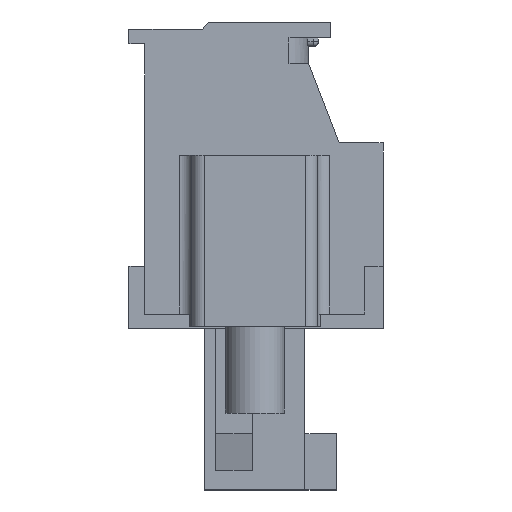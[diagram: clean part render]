
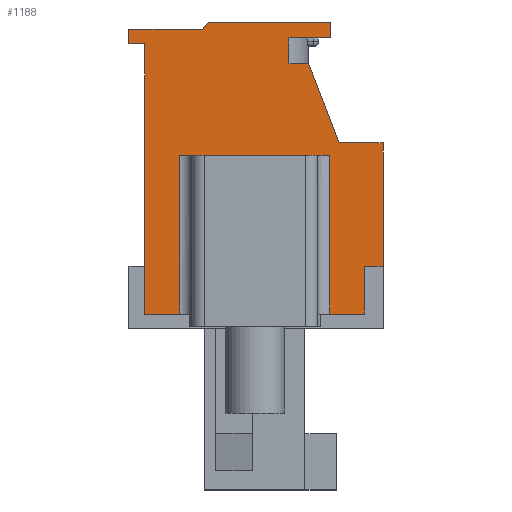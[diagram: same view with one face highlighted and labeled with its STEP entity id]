
A CAD part, left-side view. The second image highlights one B-rep face of the part: STEP entity #1188.
In plain terms, the highlighted planar face has unit normal (-1, 0, 0).
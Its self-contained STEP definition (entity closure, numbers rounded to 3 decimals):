
#1188 = ADVANCED_FACE( '', ( #2809 ), #2810, .T. );
#2809 = FACE_OUTER_BOUND( '', #5007, .T. );
#2810 = PLANE( '', #5008 );
#5007 = EDGE_LOOP( '', ( #7911, #7912, #7913, #7914, #7915, #7916, #7917, #7918, #7919, #7920, #7921, #7922, #7923, #7924, #7925, #7926, #7927, #7928, #7929, #7930 ) );
#5008 = AXIS2_PLACEMENT_3D( '', #7931, #7932, #7933 );
#7911 = ORIENTED_EDGE( '', *, *, #14071, .F. );
#7912 = ORIENTED_EDGE( '', *, *, #14072, .T. );
#7913 = ORIENTED_EDGE( '', *, *, #14073, .T. );
#7914 = ORIENTED_EDGE( '', *, *, #14074, .T. );
#7915 = ORIENTED_EDGE( '', *, *, #14075, .T. );
#7916 = ORIENTED_EDGE( '', *, *, #14076, .T. );
#7917 = ORIENTED_EDGE( '', *, *, #14077, .T. );
#7918 = ORIENTED_EDGE( '', *, *, #13981, .T. );
#7919 = ORIENTED_EDGE( '', *, *, #14078, .F. );
#7920 = ORIENTED_EDGE( '', *, *, #14079, .T. );
#7921 = ORIENTED_EDGE( '', *, *, #13587, .T. );
#7922 = ORIENTED_EDGE( '', *, *, #14080, .T. );
#7923 = ORIENTED_EDGE( '', *, *, #13870, .T. );
#7924 = ORIENTED_EDGE( '', *, *, #13724, .T. );
#7925 = ORIENTED_EDGE( '', *, *, #14081, .T. );
#7926 = ORIENTED_EDGE( '', *, *, #14082, .T. );
#7927 = ORIENTED_EDGE( '', *, *, #14083, .T. );
#7928 = ORIENTED_EDGE( '', *, *, #14084, .T. );
#7929 = ORIENTED_EDGE( '', *, *, #14085, .T. );
#7930 = ORIENTED_EDGE( '', *, *, #14086, .T. );
#7931 = CARTESIAN_POINT( '', ( -9.525, 0., 0. ) );
#7932 = DIRECTION( '', ( -1., 0., 0. ) );
#7933 = DIRECTION( '', ( 0., 0., 1. ) );
#13587 = EDGE_CURVE( '', #16335, #16333, #16336, .T. );
#13724 = EDGE_CURVE( '', #16578, #16579, #16580, .T. );
#13870 = EDGE_CURVE( '', #16829, #16578, #16830, .T. );
#13981 = EDGE_CURVE( '', #17023, #17024, #17025, .T. );
#14071 = EDGE_CURVE( '', #17175, #17176, #17177, .T. );
#14072 = EDGE_CURVE( '', #17175, #17178, #17179, .F. );
#14073 = EDGE_CURVE( '', #17178, #17180, #17181, .T. );
#14074 = EDGE_CURVE( '', #17180, #17182, #17183, .T. );
#14075 = EDGE_CURVE( '', #17182, #17184, #17185, .T. );
#14076 = EDGE_CURVE( '', #17184, #17186, #17187, .T. );
#14077 = EDGE_CURVE( '', #17186, #17023, #17188, .T. );
#14078 = EDGE_CURVE( '', #17189, #17024, #17190, .T. );
#14079 = EDGE_CURVE( '', #17189, #16335, #17191, .T. );
#14080 = EDGE_CURVE( '', #16333, #16829, #17192, .T. );
#14081 = EDGE_CURVE( '', #16579, #17193, #17194, .T. );
#14082 = EDGE_CURVE( '', #17193, #17195, #17196, .T. );
#14083 = EDGE_CURVE( '', #17195, #17197, #17198, .T. );
#14084 = EDGE_CURVE( '', #17197, #17199, #17200, .T. );
#14085 = EDGE_CURVE( '', #17199, #17201, #17202, .T. );
#14086 = EDGE_CURVE( '', #17201, #17176, #17203, .T. );
#16333 = VERTEX_POINT( '', #20341 );
#16335 = VERTEX_POINT( '', #20344 );
#16336 = LINE( '', #20345, #20346 );
#16578 = VERTEX_POINT( '', #20684 );
#16579 = VERTEX_POINT( '', #20685 );
#16580 = LINE( '', #20686, #20687 );
#16829 = VERTEX_POINT( '', #21042 );
#16830 = LINE( '', #21043, #21044 );
#17023 = VERTEX_POINT( '', #21312 );
#17024 = VERTEX_POINT( '', #21313 );
#17025 = LINE( '', #21314, #21315 );
#17175 = VERTEX_POINT( '', #21533 );
#17176 = VERTEX_POINT( '', #21534 );
#17177 = LINE( '', #21535, #21536 );
#17178 = VERTEX_POINT( '', #21537 );
#17179 = LINE( '', #21538, #21539 );
#17180 = VERTEX_POINT( '', #21540 );
#17181 = LINE( '', #21541, #21542 );
#17182 = VERTEX_POINT( '', #21543 );
#17183 = LINE( '', #21544, #21545 );
#17184 = VERTEX_POINT( '', #21546 );
#17185 = LINE( '', #21547, #21548 );
#17186 = VERTEX_POINT( '', #21549 );
#17187 = LINE( '', #21550, #21551 );
#17188 = LINE( '', #21552, #21553 );
#17189 = VERTEX_POINT( '', #21554 );
#17190 = LINE( '', #21555, #21556 );
#17191 = LINE( '', #21557, #21558 );
#17192 = LINE( '', #21559, #21560 );
#17193 = VERTEX_POINT( '', #21561 );
#17194 = LINE( '', #21562, #21563 );
#17195 = VERTEX_POINT( '', #21564 );
#17196 = LINE( '', #21565, #21566 );
#17197 = VERTEX_POINT( '', #21567 );
#17198 = LINE( '', #21568, #21569 );
#17199 = VERTEX_POINT( '', #21570 );
#17200 = LINE( '', #21571, #21572 );
#17201 = VERTEX_POINT( '', #21573 );
#17202 = LINE( '', #21574, #21575 );
#17203 = LINE( '', #21576, #21577 );
#20341 = CARTESIAN_POINT( '', ( -9.525, -3.1, 5.775 ) );
#20344 = CARTESIAN_POINT( '', ( -9.525, -1.4, 5.775 ) );
#20345 = CARTESIAN_POINT( '', ( -9.525, -2.2, 5.775 ) );
#20346 = VECTOR( '', #25625, 1000. );
#20684 = CARTESIAN_POINT( '', ( -9.525, 1.9, 6.425 ) );
#20685 = CARTESIAN_POINT( '', ( -9.525, 2.153, 6.125 ) );
#20686 = CARTESIAN_POINT( '', ( -9.525, 1.9, 6.425 ) );
#20687 = VECTOR( '', #25782, 1000. );
#21042 = CARTESIAN_POINT( '', ( -9.525, -3.1, 6.425 ) );
#21043 = CARTESIAN_POINT( '', ( -9.525, -3.1, 6.425 ) );
#21044 = VECTOR( '', #25922, 1000. );
#21312 = CARTESIAN_POINT( '', ( -9.525, -3.45, 1.475 ) );
#21313 = CARTESIAN_POINT( '', ( -9.525, -2.2, 4.725 ) );
#21314 = CARTESIAN_POINT( '', ( -9.525, -3.45, 1.475 ) );
#21315 = VECTOR( '', #26049, 1000. );
#21533 = CARTESIAN_POINT( '', ( -9.525, -3.075, 0.975 ) );
#21534 = CARTESIAN_POINT( '', ( -9.525, 3.075, 0.975 ) );
#21535 = CARTESIAN_POINT( '', ( -9.525, -2.575, 0.975 ) );
#21536 = VECTOR( '', #26141, 1000. );
#21537 = CARTESIAN_POINT( '', ( -9.525, -3.075, -5.525 ) );
#21538 = CARTESIAN_POINT( '', ( -9.525, -3.075, -5.525 ) );
#21539 = VECTOR( '', #26142, 1000. );
#21540 = CARTESIAN_POINT( '', ( -9.525, -4.5, -5.525 ) );
#21541 = CARTESIAN_POINT( '', ( -9.525, 4.5, -5.525 ) );
#21542 = VECTOR( '', #26143, 1000. );
#21543 = CARTESIAN_POINT( '', ( -9.525, -4.5, -3.575 ) );
#21544 = CARTESIAN_POINT( '', ( -9.525, -4.5, -5.525 ) );
#21545 = VECTOR( '', #26144, 1000. );
#21546 = CARTESIAN_POINT( '', ( -9.525, -5.25, -3.575 ) );
#21547 = CARTESIAN_POINT( '', ( -9.525, -4.5, -3.575 ) );
#21548 = VECTOR( '', #26145, 1000. );
#21549 = CARTESIAN_POINT( '', ( -9.525, -5.25, 1.475 ) );
#21550 = CARTESIAN_POINT( '', ( -9.525, -5.25, -3.575 ) );
#21551 = VECTOR( '', #26146, 1000. );
#21552 = CARTESIAN_POINT( '', ( -9.525, -5.25, 1.475 ) );
#21553 = VECTOR( '', #26147, 1000. );
#21554 = CARTESIAN_POINT( '', ( -9.525, -1.4, 4.725 ) );
#21555 = CARTESIAN_POINT( '', ( -9.525, -1.4, 4.725 ) );
#21556 = VECTOR( '', #26148, 1000. );
#21557 = CARTESIAN_POINT( '', ( -9.525, -1.4, 4.725 ) );
#21558 = VECTOR( '', #26149, 1000. );
#21559 = CARTESIAN_POINT( '', ( -9.525, -3.1, 5.775 ) );
#21560 = VECTOR( '', #26150, 1000. );
#21561 = CARTESIAN_POINT( '', ( -9.525, 5.15, 6.125 ) );
#21562 = CARTESIAN_POINT( '', ( -9.525, 2.153, 6.125 ) );
#21563 = VECTOR( '', #26151, 1000. );
#21564 = CARTESIAN_POINT( '', ( -9.525, 5.15, 5.525 ) );
#21565 = CARTESIAN_POINT( '', ( -9.525, 5.15, 6.125 ) );
#21566 = VECTOR( '', #26152, 1000. );
#21567 = CARTESIAN_POINT( '', ( -9.525, 4.5, 5.525 ) );
#21568 = CARTESIAN_POINT( '', ( -9.525, 5.15, 5.525 ) );
#21569 = VECTOR( '', #26153, 1000. );
#21570 = CARTESIAN_POINT( '', ( -9.525, 4.5, -5.525 ) );
#21571 = CARTESIAN_POINT( '', ( -9.525, 4.5, 5.525 ) );
#21572 = VECTOR( '', #26154, 1000. );
#21573 = CARTESIAN_POINT( '', ( -9.525, 3.075, -5.525 ) );
#21574 = CARTESIAN_POINT( '', ( -9.525, 4.5, -5.525 ) );
#21575 = VECTOR( '', #26155, 1000. );
#21576 = CARTESIAN_POINT( '', ( -9.525, 3.075, 0. ) );
#21577 = VECTOR( '', #26156, 1000. );
#25625 = DIRECTION( '', ( 0., -1., 0. ) );
#25782 = DIRECTION( '', ( 0., 0.644, -0.765 ) );
#25922 = DIRECTION( '', ( 0., 1., 0. ) );
#26049 = DIRECTION( '', ( 0., 0.359, 0.933 ) );
#26141 = DIRECTION( '', ( 0., 1., 0. ) );
#26142 = DIRECTION( '', ( 0., 0., 1. ) );
#26143 = DIRECTION( '', ( 0., -1., 0. ) );
#26144 = DIRECTION( '', ( 0., 0., 1. ) );
#26145 = DIRECTION( '', ( 0., -1., 0. ) );
#26146 = DIRECTION( '', ( 0., 0., 1. ) );
#26147 = DIRECTION( '', ( 0., 1., 0. ) );
#26148 = DIRECTION( '', ( 0., -1., 0. ) );
#26149 = DIRECTION( '', ( 0., 0., 1. ) );
#26150 = DIRECTION( '', ( 0., 0., 1. ) );
#26151 = DIRECTION( '', ( 0., 1., 0. ) );
#26152 = DIRECTION( '', ( 0., 0., -1. ) );
#26153 = DIRECTION( '', ( 0., -1., 0. ) );
#26154 = DIRECTION( '', ( 0., 0., -1. ) );
#26155 = DIRECTION( '', ( 0., -1., 0. ) );
#26156 = DIRECTION( '', ( 0., 0., 1. ) );
